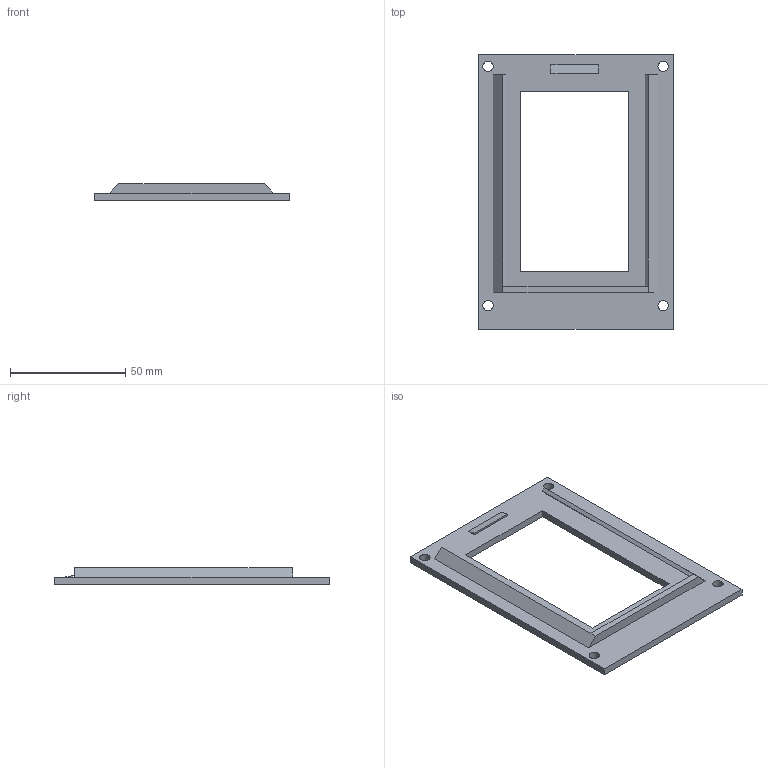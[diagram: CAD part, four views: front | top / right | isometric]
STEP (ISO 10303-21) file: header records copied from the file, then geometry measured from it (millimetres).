
FILE_DESCRIPTION(/* description */ (''),/* implementation_level */ '2;1');
FILE_NAME(/* name */ 'PySpectroscope_fixture_5',/* time_stamp */ '2025-08-02T16:53:53+02:00',/* author */ (''),/* organization */ (''),/* preprocessor_version */ 'ST-DEVELOPER v19.2',/* originating_system */ 'Rhino 8.22',/* authorisation */ '');
FILE_SCHEMA (('CONFIG_CONTROL_DESIGN'));
Length unit declared in the file: millimetre
Products named in the file (1): Document
Bounding box: 84.43 x 118.89 x 7.35 mm (x, y, z)
Surface area: 17228.9 mm2 (no closed solid volume)
Topology: 0 solids, 1 shells, 29 faces, 76 edges, 50 vertices
Faces by surface type: plane 25, cylinder 4
Full cylindrical faces by diameter (mm): 4.469 x4
Entity records: 884 total; most frequent: CARTESIAN_POINT 225, ORIENTED_EDGE 147, EDGE_CURVE 76, B_SPLINE_CURVE_WITH_KNOTS 64, VERTEX_POINT 50, DIRECTION 49, EDGE_LOOP 41, AXIS2_PLACEMENT_3D 39
